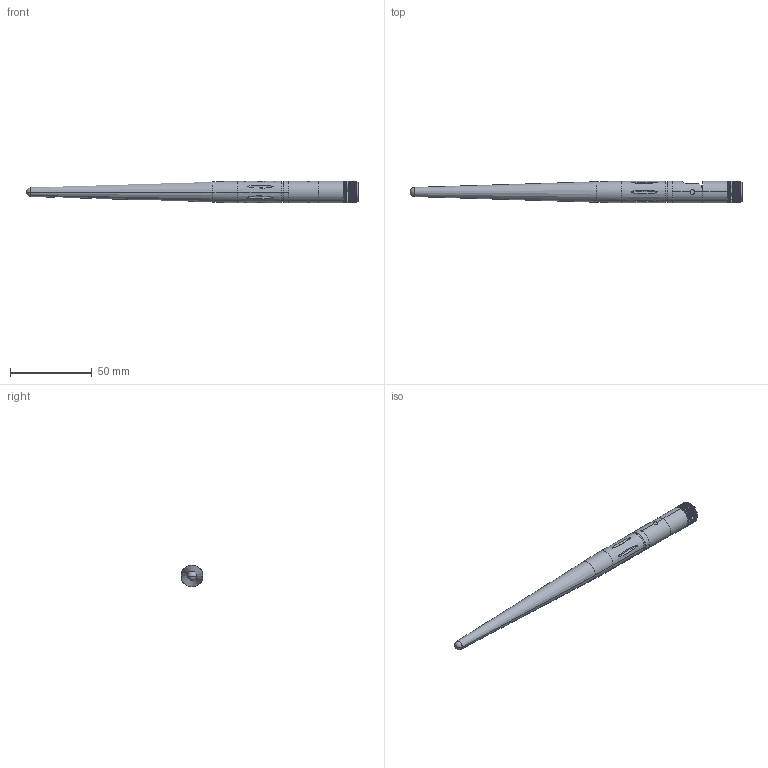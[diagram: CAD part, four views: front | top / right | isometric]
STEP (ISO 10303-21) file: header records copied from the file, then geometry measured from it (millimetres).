
FILE_DESCRIPTION (( 'STEP AP214' ), '1' );
FILE_NAME ('FM51RD1007_3D.step', '2022-12-30T19:44:18', ( '' ), ( '' ), 'SwSTEP 2.0', 'SolidWorks 2022', '' );
FILE_SCHEMA (( 'AUTOMOTIVE_DESIGN' ));
Length unit declared in the file: inch
Products named in the file (4): Copy of HG2405RD-RSP_ANTENNA-lower^FM51RD1007; FM51RD1007_3D; Copy of HG2405RD_Antenna-Upper^FM51RD1007; Copy of HG2405RD-RSP_SWIVEL^FM51RD1007
Assembly tree (3 placements, depth 2):
  FM51RD1007_3D
    Copy of HG2405RD-RSP_ANTENNA-lower^FM51RD1007
    Copy of HG2405RD-RSP_SWIVEL^FM51RD1007
    Copy of HG2405RD_Antenna-Upper^FM51RD1007
Bounding box: 202.45 x 13.23 x 13.23 mm (x, y, z)
Volume: 11169.1 mm3; surface area: 12198.5 mm2
Topology: 3 solids, 3 shells, 385 faces, 1030 edges, 670 vertices
Faces by surface type: cylinder 179, plane 152, cone 32, bspline 12, torus 6, sphere 4
Entity records: 17035 total; most frequent: CARTESIAN_POINT 2809, DIRECTION 2164, ORIENTED_EDGE 2060, EDGE_CURVE 1030, AXIS2_PLACEMENT_3D 780, VERTEX_POINT 670, VECTOR 604, LINE 604
